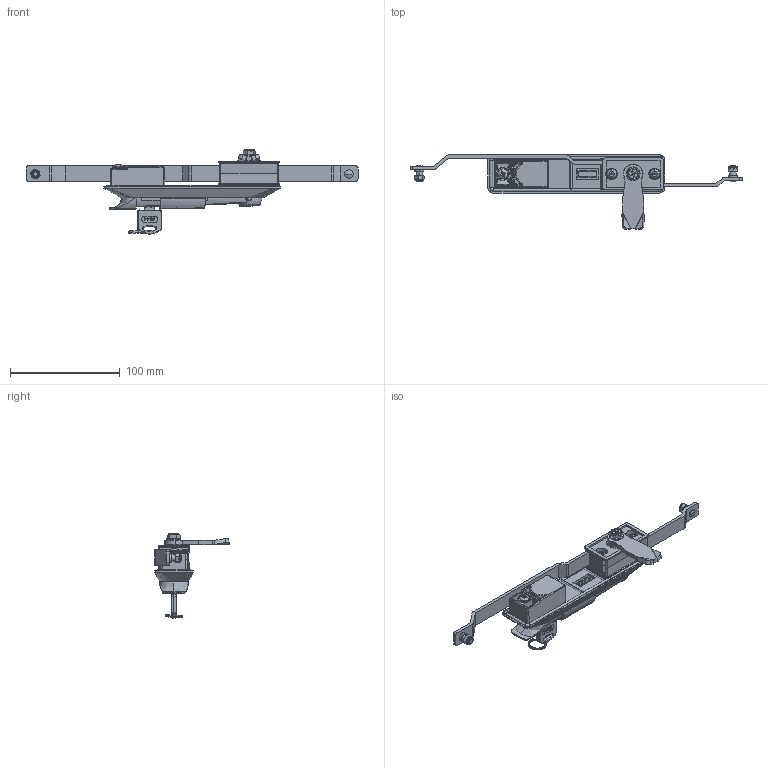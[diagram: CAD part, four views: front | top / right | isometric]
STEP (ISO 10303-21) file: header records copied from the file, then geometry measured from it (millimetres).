
FILE_DESCRIPTION (( 'STEP AP214' ), '1' );
FILE_NAME ('KI02.01.60.1.V.STEP', '2022-08-25T06:52:50', ( '' ), ( '' ), 'SwSTEP 2.0', 'SolidWorks 2021', '' );
FILE_SCHEMA (( 'AUTOMOTIVE_DESIGN' ));
Length unit declared in the file: millimetre
Products named in the file (1): KI02.01.60.1.V
Bounding box: 301.86 x 67.81 x 76.56 mm (x, y, z)
Surface area: 52860.5 mm2 (no closed solid volume)
Topology: 0 solids, 34 shells, 773 faces, 2738 edges, 1946 vertices
Faces by surface type: plane 304, bspline 190, cylinder 155, torus 63, cone 53, sphere 8
Entity records: 51699 total; most frequent: CARTESIAN_POINT 23419, ORIENTED_EDGE 4446, DIRECTION 2916, EDGE_CURVE 2736, VERTEX_POINT 1946, B_SPLINE_CURVE_WITH_KNOTS 1218, AXIS2_PLACEMENT_3D 999, LINE 918
